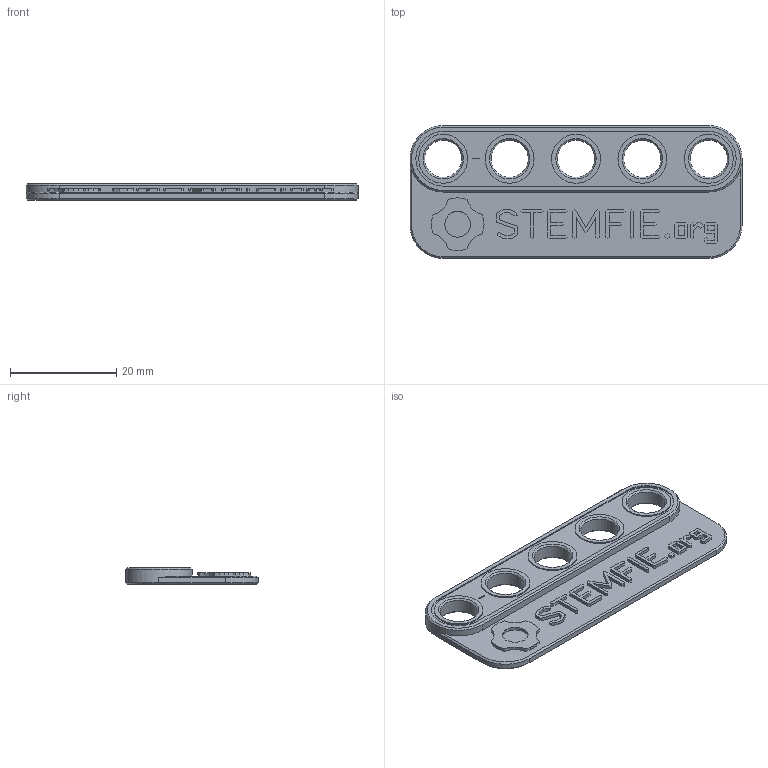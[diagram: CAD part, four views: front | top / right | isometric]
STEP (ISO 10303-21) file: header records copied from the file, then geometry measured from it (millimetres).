
FILE_DESCRIPTION(('FreeCAD Model'),'2;1');
FILE_NAME('Open CASCADE Shape Model','2023-11-10T02:10:13',(''),(''), 'Open CASCADE STEP processor 7.6','FreeCAD','Unknown');
FILE_SCHEMA(('AUTOMOTIVE_DESIGN { 1 0 10303 214 1 1 1 1 }'));
Length unit declared in the file: millimetre
Products named in the file (1): Sign URL BRC BU05x02x00.25 - SPN-SGN-0006 (stemfie.org)
Bounding box: 62.5 x 25 x 3.12 mm (x, y, z)
Volume: 2942.8 mm3; surface area: 3599.9 mm2
Topology: 1 solids, 1 shells, 556 faces, 1522 edges, 1006 vertices
Faces by surface type: plane 316, extrusion 204, cone 20, cylinder 16
Full cylindrical faces by diameter (mm): 7 x5, 9.2 x5
Entity records: 37509 total; most frequent: CARTESIAN_POINT 8204, DIRECTION 4711, VECTOR 3855, LINE 3651, ORIENTED_EDGE 3044, PCURVE 3044, DEFINITIONAL_REPRESENTATION 3044, EDGE_CURVE 1522
